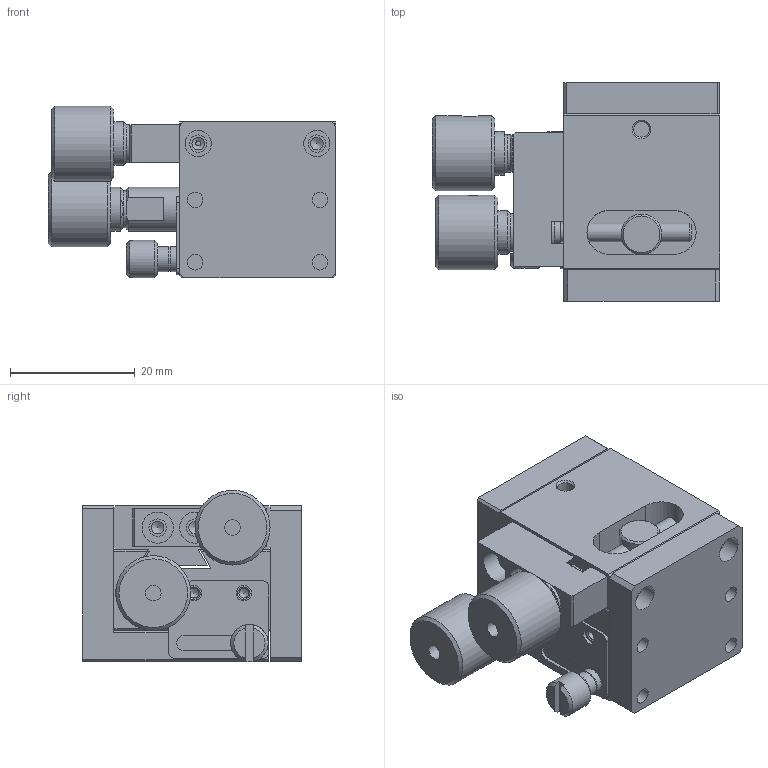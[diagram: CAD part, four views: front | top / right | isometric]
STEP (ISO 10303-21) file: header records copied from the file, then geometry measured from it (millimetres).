
FILE_DESCRIPTION (( 'STEP AP203' ), '1' );
FILE_NAME ('528815.STEP', '2024-10-15T08:53:42', ( 'Windows User' ), ( 'P R C' ), 'SwSTEP 2.0', 'SolidWorks 2020', '' );
FILE_SCHEMA (( 'CONFIG_CONTROL_DESIGN' ));
Length unit declared in the file: millimetre
Products named in the file (1): 528815
Bounding box: 46 x 35 x 27.5 mm (x, y, z)
Surface area: 14242.5 mm2 (no closed solid volume)
Topology: 0 solids, 6 shells, 287 faces, 700 edges, 457 vertices
Faces by surface type: plane 166, cylinder 80, cone 41
Full cylindrical faces by diameter (mm): 1.567 x10, 2 x1, 2.013 x8, 2.459 x2, 2.5 x9, 2.8 x6, 3 x2, 4 x4, 4.2 x6, 4.774 x1, 5 x4, 5.5 x1, 6 x4, 6.5 x1, 7 x3, 12 x2
Entity records: 9390 total; most frequent: CARTESIAN_POINT 3008, DIRECTION 1313, ORIENTED_EDGE 1120, EDGE_CURVE 564, AXIS2_PLACEMENT_3D 483, EDGE_LOOP 455, VERTEX_POINT 421, FACE_OUTER_BOUND 351
